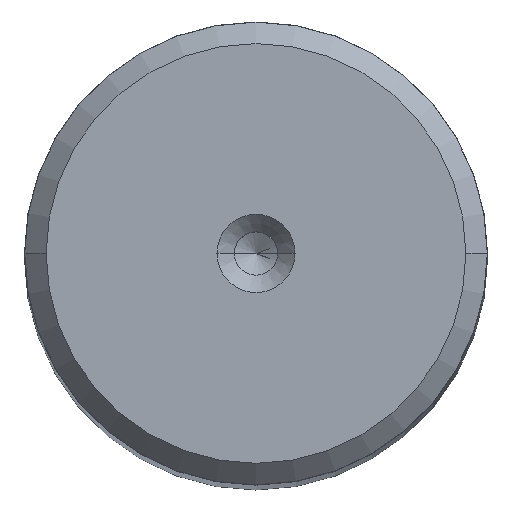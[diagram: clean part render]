
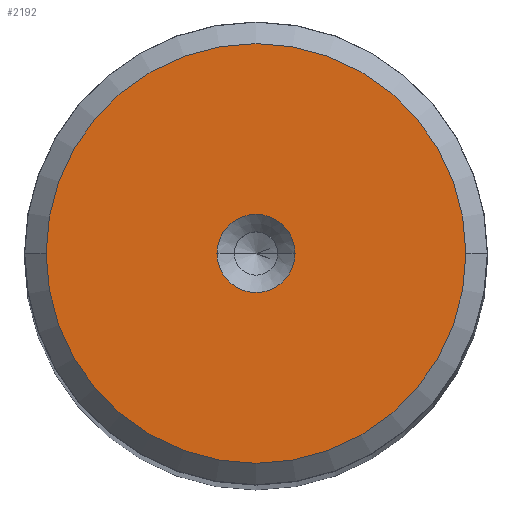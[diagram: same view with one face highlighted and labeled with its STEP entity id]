
A CAD part, top view. The second image highlights one B-rep face of the part: STEP entity #2192.
In plain terms, the highlighted planar face has unit normal (0, 0, 1).
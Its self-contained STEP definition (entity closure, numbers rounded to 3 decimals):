
#13 = CIRCLE ( 'NONE', #1514, 2.7 ) ;
#60 = VERTEX_POINT ( 'NONE', #1302 ) ;
#69 = DIRECTION ( 'NONE',  ( 0., 0., 1. ) ) ;
#175 = AXIS2_PLACEMENT_3D ( 'NONE', #802, #1430, #2093 ) ;
#214 = EDGE_LOOP ( 'NONE', ( #2170, #979 ) ) ;
#285 = CARTESIAN_POINT ( 'NONE',  ( 0., 0., 200. ) ) ;
#296 = CARTESIAN_POINT ( 'NONE',  ( 2.7, 0., 200. ) ) ;
#318 = PLANE ( 'NONE',  #1907 ) ;
#540 = DIRECTION ( 'NONE',  ( 0., 0., 1. ) ) ;
#723 = EDGE_CURVE ( 'NONE', #1808, #1316, #2531, .T. ) ;
#802 = CARTESIAN_POINT ( 'NONE',  ( 0., 0., 200. ) ) ;
#979 = ORIENTED_EDGE ( 'NONE', *, *, #1023, .T. ) ;
#1017 = ORIENTED_EDGE ( 'NONE', *, *, #2596, .F. ) ;
#1023 = EDGE_CURVE ( 'NONE', #60, #2196, #1448, .T. ) ;
#1177 = CARTESIAN_POINT ( 'NONE',  ( -14.511, 0., 200. ) ) ;
#1252 = ORIENTED_EDGE ( 'NONE', *, *, #723, .F. ) ;
#1302 = CARTESIAN_POINT ( 'NONE',  ( 14.511, 0., 200. ) ) ;
#1316 = VERTEX_POINT ( 'NONE', #1464 ) ;
#1385 = DIRECTION ( 'NONE',  ( 1., 0., 0. ) ) ;
#1430 = DIRECTION ( 'NONE',  ( 0., 0., 1. ) ) ;
#1448 = CIRCLE ( 'NONE', #1990, 14.511 ) ;
#1464 = CARTESIAN_POINT ( 'NONE',  ( -2.7, 0., 200. ) ) ;
#1514 = AXIS2_PLACEMENT_3D ( 'NONE', #1835, #1661, #2258 ) ;
#1661 = DIRECTION ( 'NONE',  ( 0., 0., 1. ) ) ;
#1808 = VERTEX_POINT ( 'NONE', #296 ) ;
#1812 = DIRECTION ( 'NONE',  ( 1., 0., 0. ) ) ;
#1816 = FACE_OUTER_BOUND ( 'NONE', #214, .T. ) ;
#1835 = CARTESIAN_POINT ( 'NONE',  ( 0., 0., 200. ) ) ;
#1851 = FACE_BOUND ( 'NONE', #2757, .T. ) ;
#1907 = AXIS2_PLACEMENT_3D ( 'NONE', #2459, #2669, #1385 ) ;
#1968 = EDGE_CURVE ( 'NONE', #2196, #60, #2491, .T. ) ;
#1990 = AXIS2_PLACEMENT_3D ( 'NONE', #2228, #540, #2463 ) ;
#2093 = DIRECTION ( 'NONE',  ( 1., 0., 0. ) ) ;
#2170 = ORIENTED_EDGE ( 'NONE', *, *, #1968, .T. ) ;
#2192 = ADVANCED_FACE ( 'NONE', ( #1851, #1816 ), #318, .T. ) ;
#2196 = VERTEX_POINT ( 'NONE', #1177 ) ;
#2228 = CARTESIAN_POINT ( 'NONE',  ( 0., 0., 200. ) ) ;
#2258 = DIRECTION ( 'NONE',  ( 1., 0., 0. ) ) ;
#2342 = AXIS2_PLACEMENT_3D ( 'NONE', #285, #69, #1812 ) ;
#2459 = CARTESIAN_POINT ( 'NONE',  ( 0., 0., 200. ) ) ;
#2463 = DIRECTION ( 'NONE',  ( 1., 0., 0. ) ) ;
#2491 = CIRCLE ( 'NONE', #175, 14.511 ) ;
#2531 = CIRCLE ( 'NONE', #2342, 2.7 ) ;
#2596 = EDGE_CURVE ( 'NONE', #1316, #1808, #13, .T. ) ;
#2669 = DIRECTION ( 'NONE',  ( 0., 0., 1. ) ) ;
#2757 = EDGE_LOOP ( 'NONE', ( #1252, #1017 ) ) ;
